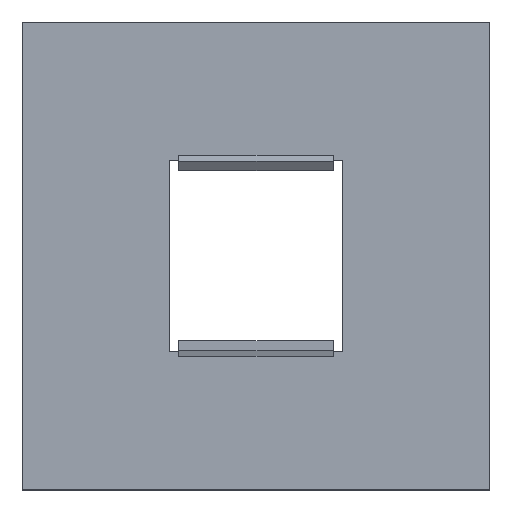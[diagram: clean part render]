
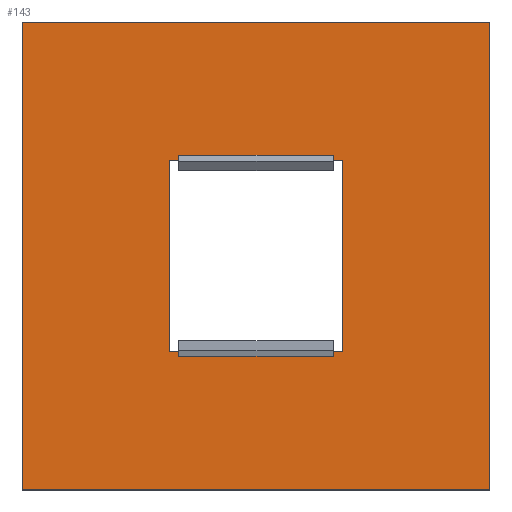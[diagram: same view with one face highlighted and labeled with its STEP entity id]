
A CAD part, top view. The second image highlights one B-rep face of the part: STEP entity #143.
In plain terms, the highlighted planar face has unit normal (0, 0, 1).
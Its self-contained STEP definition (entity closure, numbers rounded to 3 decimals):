
#22 = FACE_BOUND ( 'NONE', #1196, .T. ) ;
#38 = VERTEX_POINT ( 'NONE', #1126 ) ;
#61 = CARTESIAN_POINT ( 'NONE',  ( 55., -55., 1.4 ) ) ;
#99 = DIRECTION ( 'NONE',  ( 1., 0., 0. ) ) ;
#121 = DIRECTION ( 'NONE',  ( -1., 0., 0. ) ) ;
#143 = ADVANCED_FACE ( 'NONE', ( #320, #22 ), #361, .F. ) ;
#208 = EDGE_LOOP ( 'NONE', ( #1143, #442, #577, #1194 ) ) ;
#242 = VECTOR ( 'NONE', #503, 1000. ) ;
#243 = LINE ( 'NONE', #407, #481 ) ;
#245 = VECTOR ( 'NONE', #949, 1000. ) ;
#269 = VECTOR ( 'NONE', #1233, 1000. ) ;
#274 = LINE ( 'NONE', #1119, #291 ) ;
#276 = LINE ( 'NONE', #930, #286 ) ;
#284 = VECTOR ( 'NONE', #121, 1000. ) ;
#286 = VECTOR ( 'NONE', #838, 1000. ) ;
#288 = VECTOR ( 'NONE', #840, 1000. ) ;
#291 = VECTOR ( 'NONE', #1015, 1000. ) ;
#292 = VECTOR ( 'NONE', #780, 1000. ) ;
#293 = LINE ( 'NONE', #936, #288 ) ;
#296 = VECTOR ( 'NONE', #377, 1000. ) ;
#297 = LINE ( 'NONE', #1026, #292 ) ;
#302 = LINE ( 'NONE', #747, #296 ) ;
#304 = CARTESIAN_POINT ( 'NONE',  ( 20.4, 22.4, 1.4 ) ) ;
#305 = LINE ( 'NONE', #829, #312 ) ;
#306 = AXIS2_PLACEMENT_3D ( 'NONE', #797, #455, #493 ) ;
#312 = VECTOR ( 'NONE', #1103, 1000. ) ;
#317 = LINE ( 'NONE', #1214, #284 ) ;
#320 = FACE_OUTER_BOUND ( 'NONE', #208, .T. ) ;
#355 = LINE ( 'NONE', #1085, #374 ) ;
#361 = PLANE ( 'NONE',  #306 ) ;
#374 = VECTOR ( 'NONE', #99, 1000. ) ;
#377 = DIRECTION ( 'NONE',  ( -1., 0., 0. ) ) ;
#387 = CARTESIAN_POINT ( 'NONE',  ( 18.2, 22.4, 1.4 ) ) ;
#404 = CARTESIAN_POINT ( 'NONE',  ( -18.2, -22.4, 1.4 ) ) ;
#407 = CARTESIAN_POINT ( 'NONE',  ( -20.4, -22.4, 1.4 ) ) ;
#442 = ORIENTED_EDGE ( 'NONE', *, *, #623, .T. ) ;
#444 = CARTESIAN_POINT ( 'NONE',  ( -18.2, -22.4, 1.4 ) ) ;
#450 = LINE ( 'NONE', #61, #269 ) ;
#455 = DIRECTION ( 'NONE',  ( 0., 0., -1. ) ) ;
#477 = LINE ( 'NONE', #404, #242 ) ;
#478 = LINE ( 'NONE', #663, #245 ) ;
#481 = VECTOR ( 'NONE', #928, 1000. ) ;
#492 = CARTESIAN_POINT ( 'NONE',  ( -20.4, 22.4, 1.4 ) ) ;
#493 = DIRECTION ( 'NONE',  ( -1., 0., 0. ) ) ;
#503 = DIRECTION ( 'NONE',  ( 1., 0., 0. ) ) ;
#511 = EDGE_CURVE ( 'NONE', #38, #1242, #355, .T. ) ;
#577 = ORIENTED_EDGE ( 'NONE', *, *, #701, .T. ) ;
#582 = ORIENTED_EDGE ( 'NONE', *, *, #634, .F. ) ;
#615 = EDGE_CURVE ( 'NONE', #813, #641, #305, .T. ) ;
#623 = EDGE_CURVE ( 'NONE', #850, #1018, #302, .T. ) ;
#625 = EDGE_CURVE ( 'NONE', #665, #813, #297, .T. ) ;
#627 = EDGE_CURVE ( 'NONE', #799, #1135, #293, .T. ) ;
#630 = EDGE_CURVE ( 'NONE', #641, #642, #317, .T. ) ;
#634 = EDGE_CURVE ( 'NONE', #642, #724, #276, .T. ) ;
#641 = VERTEX_POINT ( 'NONE', #387 ) ;
#642 = VERTEX_POINT ( 'NONE', #648 ) ;
#646 = EDGE_CURVE ( 'NONE', #762, #665, #274, .T. ) ;
#647 = CARTESIAN_POINT ( 'NONE',  ( -55., 55., 1.4 ) ) ;
#648 = CARTESIAN_POINT ( 'NONE',  ( -18.2, 22.4, 1.4 ) ) ;
#659 = EDGE_CURVE ( 'NONE', #1135, #850, #450, .T. ) ;
#663 = CARTESIAN_POINT ( 'NONE',  ( -55., -55., 1.4 ) ) ;
#665 = VERTEX_POINT ( 'NONE', #1222 ) ;
#701 = EDGE_CURVE ( 'NONE', #1018, #799, #478, .T. ) ;
#704 = EDGE_CURVE ( 'NONE', #1242, #762, #477, .T. ) ;
#715 = EDGE_CURVE ( 'NONE', #724, #38, #243, .T. ) ;
#724 = VERTEX_POINT ( 'NONE', #492 ) ;
#744 = ORIENTED_EDGE ( 'NONE', *, *, #630, .F. ) ;
#747 = CARTESIAN_POINT ( 'NONE',  ( -55., 55., 1.4 ) ) ;
#762 = VERTEX_POINT ( 'NONE', #958 ) ;
#780 = DIRECTION ( 'NONE',  ( 0., 1., 0. ) ) ;
#797 = CARTESIAN_POINT ( 'NONE',  ( 55., 55., 1.4 ) ) ;
#799 = VERTEX_POINT ( 'NONE', #1148 ) ;
#809 = ORIENTED_EDGE ( 'NONE', *, *, #511, .F. ) ;
#813 = VERTEX_POINT ( 'NONE', #304 ) ;
#823 = ORIENTED_EDGE ( 'NONE', *, *, #625, .F. ) ;
#829 = CARTESIAN_POINT ( 'NONE',  ( -20.4, 22.4, 1.4 ) ) ;
#838 = DIRECTION ( 'NONE',  ( -1., 0., 0. ) ) ;
#840 = DIRECTION ( 'NONE',  ( 1., 0., 0. ) ) ;
#843 = ORIENTED_EDGE ( 'NONE', *, *, #715, .F. ) ;
#850 = VERTEX_POINT ( 'NONE', #970 ) ;
#915 = ORIENTED_EDGE ( 'NONE', *, *, #615, .F. ) ;
#928 = DIRECTION ( 'NONE',  ( 0., -1., 0. ) ) ;
#930 = CARTESIAN_POINT ( 'NONE',  ( -20.4, 22.4, 1.4 ) ) ;
#936 = CARTESIAN_POINT ( 'NONE',  ( -55., -55., 1.4 ) ) ;
#949 = DIRECTION ( 'NONE',  ( 0., -1., 0. ) ) ;
#955 = ORIENTED_EDGE ( 'NONE', *, *, #646, .F. ) ;
#958 = CARTESIAN_POINT ( 'NONE',  ( 18.2, -22.4, 1.4 ) ) ;
#970 = CARTESIAN_POINT ( 'NONE',  ( 55., 55., 1.4 ) ) ;
#1015 = DIRECTION ( 'NONE',  ( 1., 0., 0. ) ) ;
#1018 = VERTEX_POINT ( 'NONE', #647 ) ;
#1026 = CARTESIAN_POINT ( 'NONE',  ( 20.4, -22.4, 1.4 ) ) ;
#1081 = CARTESIAN_POINT ( 'NONE',  ( 55., -55., 1.4 ) ) ;
#1085 = CARTESIAN_POINT ( 'NONE',  ( -20.4, -22.4, 1.4 ) ) ;
#1103 = DIRECTION ( 'NONE',  ( -1., 0., 0. ) ) ;
#1113 = ORIENTED_EDGE ( 'NONE', *, *, #704, .F. ) ;
#1119 = CARTESIAN_POINT ( 'NONE',  ( -20.4, -22.4, 1.4 ) ) ;
#1126 = CARTESIAN_POINT ( 'NONE',  ( -20.4, -22.4, 1.4 ) ) ;
#1135 = VERTEX_POINT ( 'NONE', #1081 ) ;
#1143 = ORIENTED_EDGE ( 'NONE', *, *, #659, .T. ) ;
#1148 = CARTESIAN_POINT ( 'NONE',  ( -55., -55., 1.4 ) ) ;
#1194 = ORIENTED_EDGE ( 'NONE', *, *, #627, .T. ) ;
#1196 = EDGE_LOOP ( 'NONE', ( #823, #955, #1113, #809, #843, #582, #744, #915 ) ) ;
#1214 = CARTESIAN_POINT ( 'NONE',  ( 18.2, 22.4, 1.4 ) ) ;
#1222 = CARTESIAN_POINT ( 'NONE',  ( 20.4, -22.4, 1.4 ) ) ;
#1233 = DIRECTION ( 'NONE',  ( 0., 1., 0. ) ) ;
#1242 = VERTEX_POINT ( 'NONE', #444 ) ;
